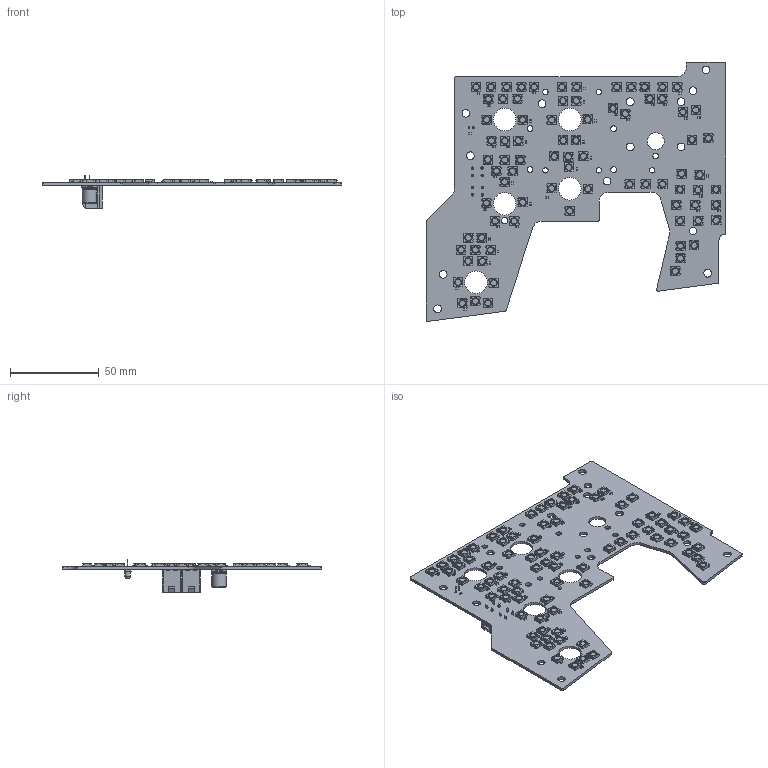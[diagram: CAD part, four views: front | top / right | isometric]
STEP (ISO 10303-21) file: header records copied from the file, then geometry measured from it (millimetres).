
FILE_DESCRIPTION(('KiCad electronic assembly'),'2;1');
FILE_NAME('SELECT JETT PANEL.step','2023-03-28T20:04:25',('Pcbnew'),( 'Kicad'),'Open CASCADE STEP processor 7.6','KiCad to STEP converter' ,'Unknown');
FILE_SCHEMA(('AUTOMOTIVE_DESIGN { 1 0 10303 214 1 1 1 1 }'));
Length unit declared in the file: millimetre
Products named in the file (14): SELECT JETT PANEL 1; C_0603_1608Metric; SOLID; LED_WS2812B_PLCC4_5.0x5.0mm_P3.2mm; R_0603_1608Metric; CP_Elec_8x10; LED_D3.0mm; Molex_Mini-Fit_Jr_5566-04A_2x02_P4.20mm_Vertical; SELECT JETT PANEL PCB
Assembly tree (129 placements, depth 3):
  SELECT JETT PANEL 1
    C_0603_1608Metric  x36
      SOLID
    LED_WS2812B_PLCC4_5.0x5.0mm_P3.2mm  x81
      SOLID
    R_0603_1608Metric
      SOLID
    CP_Elec_8x10
      SOLID
    LED_D3.0mm
      SOLID
    Molex_Mini-Fit_Jr_5566-04A_2x02_P4.20mm_Vertical  x2
      SOLID
    SELECT JETT PANEL PCB
Bounding box: 168.28 x 145.55 x 18.3 mm (x, y, z)
Volume: 28974.8 mm3; surface area: 43115.9 mm2
Topology: 123 solids, 123 shells, 6933 faces, 19989 edges, 13157 vertices
Faces by surface type: plane 4550, cylinder 2294, cone 81, torus 4, bspline 2, revolution 1, sphere 1
Full cylindrical faces by diameter (mm): 0.9 x2, 1.4 x8, 3 x1, 3.02 x5, 3.175 x1, 3.2 x3, 3.32 x1, 3.333 x81, 3.572 x1, 4.3 x10, 4.305 x4, 8 x2, 9.525 x1, 12.7 x5
Entity records: 29366 total; most frequent: CARTESIAN_POINT 5956, DIRECTION 4208, LINE 2664, VECTOR 2664, ORIENTED_EDGE 2094, PCURVE 2094, DEFINITIONAL_REPRESENTATION 2094, EDGE_CURVE 1047
